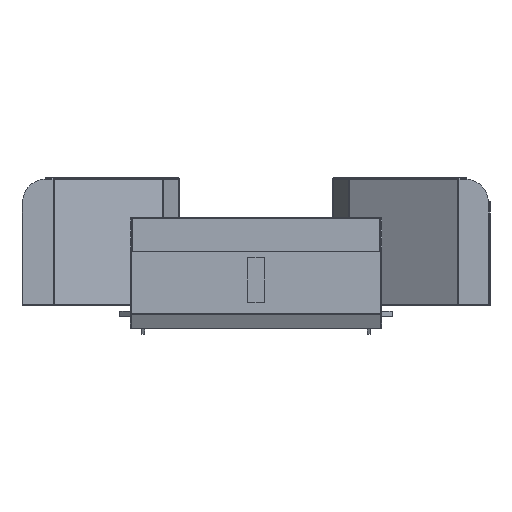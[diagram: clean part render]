
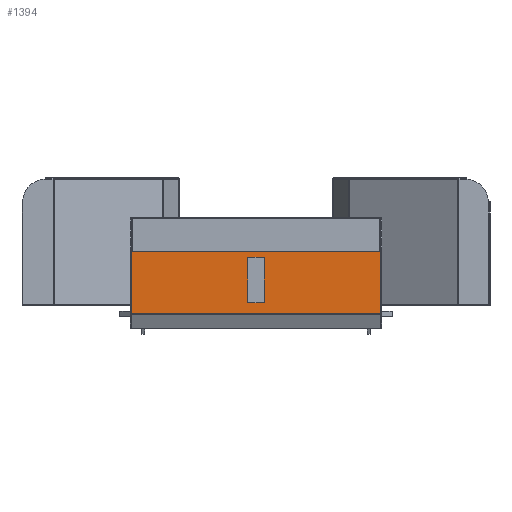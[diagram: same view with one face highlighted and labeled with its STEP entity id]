
A CAD part, front view. The second image highlights one B-rep face of the part: STEP entity #1394.
In plain terms, the highlighted planar face has unit normal (0, -1, 0).
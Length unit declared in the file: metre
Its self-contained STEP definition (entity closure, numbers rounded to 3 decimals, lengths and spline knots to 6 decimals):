
#1394 = ADVANCED_FACE( '', ( #3519, #3520 ), #3521, .F. );
#3519 = FACE_BOUND( '', #6406, .T. );
#3520 = FACE_OUTER_BOUND( '', #6407, .T. );
#3521 = PLANE( '', #6408 );
#6406 = EDGE_LOOP( '', ( #10403, #10404, #10405, #10406, #10407, #10408, #10409, #10410 ) );
#6407 = EDGE_LOOP( '', ( #10411, #10412, #10413, #10414 ) );
#6408 = AXIS2_PLACEMENT_3D( '', #10415, #10416, #10417 );
#10403 = ORIENTED_EDGE( '', *, *, #17001, .F. );
#10404 = ORIENTED_EDGE( '', *, *, #17662, .F. );
#10405 = ORIENTED_EDGE( '', *, *, #17663, .F. );
#10406 = ORIENTED_EDGE( '', *, *, #17664, .F. );
#10407 = ORIENTED_EDGE( '', *, *, #17647, .T. );
#10408 = ORIENTED_EDGE( '', *, *, #17665, .F. );
#10409 = ORIENTED_EDGE( '', *, *, #17666, .T. );
#10410 = ORIENTED_EDGE( '', *, *, #17667, .F. );
#10411 = ORIENTED_EDGE( '', *, *, #17668, .T. );
#10412 = ORIENTED_EDGE( '', *, *, #17669, .T. );
#10413 = ORIENTED_EDGE( '', *, *, #17670, .F. );
#10414 = ORIENTED_EDGE( '', *, *, #17671, .T. );
#10415 = CARTESIAN_POINT( '', ( 3.953581, -1.681146, 0.409575 ) );
#10416 = DIRECTION( '', ( 0., 1., 0. ) );
#10417 = DIRECTION( '', ( 0., 0., 1. ) );
#17001 = EDGE_CURVE( '', #20368, #20364, #20370, .T. );
#17647 = EDGE_CURVE( '', #21406, #21410, #21412, .T. );
#17662 = EDGE_CURVE( '', #21435, #20368, #21436, .F. );
#17663 = EDGE_CURVE( '', #21437, #21435, #21438, .T. );
#17664 = EDGE_CURVE( '', #21406, #21437, #21439, .F. );
#17665 = EDGE_CURVE( '', #21440, #21410, #21441, .F. );
#17666 = EDGE_CURVE( '', #21440, #21442, #21443, .T. );
#17667 = EDGE_CURVE( '', #20364, #21442, #21444, .F. );
#17668 = EDGE_CURVE( '', #21445, #21446, #21447, .F. );
#17669 = EDGE_CURVE( '', #21446, #21448, #21449, .F. );
#17670 = EDGE_CURVE( '', #21450, #21448, #21451, .T. );
#17671 = EDGE_CURVE( '', #21450, #21445, #21452, .F. );
#20364 = VERTEX_POINT( '', #24912 );
#20368 = VERTEX_POINT( '', #24918 );
#20370 = LINE( '', #24921, #24922 );
#21406 = VERTEX_POINT( '', #26344 );
#21410 = VERTEX_POINT( '', #26350 );
#21412 = LINE( '', #26353, #26354 );
#21435 = VERTEX_POINT( '', #26387 );
#21436 = CIRCLE( '', #26388, 0.00254 );
#21437 = VERTEX_POINT( '', #26389 );
#21438 = LINE( '', #26390, #26391 );
#21439 = CIRCLE( '', #26392, 0.00254 );
#21440 = VERTEX_POINT( '', #26393 );
#21441 = CIRCLE( '', #26394, 0.00254 );
#21442 = VERTEX_POINT( '', #26395 );
#21443 = LINE( '', #26396, #26397 );
#21444 = CIRCLE( '', #26398, 0.00254 );
#21445 = VERTEX_POINT( '', #26399 );
#21446 = VERTEX_POINT( '', #26400 );
#21447 = LINE( '', #26401, #26402 );
#21448 = VERTEX_POINT( '', #26403 );
#21449 = LINE( '', #26404, #26405 );
#21450 = VERTEX_POINT( '', #26406 );
#21451 = LINE( '', #26407, #26408 );
#21452 = LINE( '', #26409, #26410 );
#24912 = CARTESIAN_POINT( '', ( 0.01905, -1.681146, 0.44196 ) );
#24918 = CARTESIAN_POINT( '', ( 0.01905, -1.681146, 0.34544 ) );
#24921 = CARTESIAN_POINT( '', ( 0.01905, -1.681146, 0.409575 ) );
#24922 = VECTOR( '', #30377, 1. );
#26344 = CARTESIAN_POINT( '', ( -0.01905, -1.681146, 0.34544 ) );
#26350 = CARTESIAN_POINT( '', ( -0.01905, -1.681146, 0.44196 ) );
#26353 = CARTESIAN_POINT( '', ( -0.01905, -1.681146, 0.409575 ) );
#26354 = VECTOR( '', #31127, 1. );
#26387 = CARTESIAN_POINT( '', ( 0.01651, -1.681146, 0.3429 ) );
#26388 = AXIS2_PLACEMENT_3D( '', #31138, #31139, #31140 );
#26389 = CARTESIAN_POINT( '', ( -0.01651, -1.681146, 0.3429 ) );
#26390 = CARTESIAN_POINT( '', ( 3.953581, -1.681146, 0.3429 ) );
#26391 = VECTOR( '', #31141, 1. );
#26392 = AXIS2_PLACEMENT_3D( '', #31142, #31143, #31144 );
#26393 = CARTESIAN_POINT( '', ( -0.01651, -1.681146, 0.4445 ) );
#26394 = AXIS2_PLACEMENT_3D( '', #31145, #31146, #31147 );
#26395 = CARTESIAN_POINT( '', ( 0.01651, -1.681146, 0.4445 ) );
#26396 = CARTESIAN_POINT( '', ( 3.953581, -1.681146, 0.4445 ) );
#26397 = VECTOR( '', #31148, 1. );
#26398 = AXIS2_PLACEMENT_3D( '', #31149, #31150, #31151 );
#26399 = CARTESIAN_POINT( '', ( -0.280516, -1.681146, 0.4572 ) );
#26400 = CARTESIAN_POINT( '', ( -0.280516, -1.681146, 0.319457 ) );
#26401 = CARTESIAN_POINT( '', ( -0.280516, -1.681146, 0.409575 ) );
#26402 = VECTOR( '', #31152, 1. );
#26403 = CARTESIAN_POINT( '', ( 0.280516, -1.681146, 0.319457 ) );
#26404 = CARTESIAN_POINT( '', ( 3.953581, -1.681146, 0.319457 ) );
#26405 = VECTOR( '', #31153, 1. );
#26406 = CARTESIAN_POINT( '', ( 0.280516, -1.681146, 0.4572 ) );
#26407 = CARTESIAN_POINT( '', ( 0.280516, -1.681146, 0.409575 ) );
#26408 = VECTOR( '', #31154, 1. );
#26409 = CARTESIAN_POINT( '', ( 3.953581, -1.681146, 0.4572 ) );
#26410 = VECTOR( '', #31155, 1. );
#30377 = DIRECTION( '', ( 0., 0., 1. ) );
#31127 = DIRECTION( '', ( 0., 0., 1. ) );
#31138 = CARTESIAN_POINT( '', ( 0.01651, -1.681146, 0.34544 ) );
#31139 = DIRECTION( '', ( 0., 1., 0. ) );
#31140 = DIRECTION( '', ( 0., 0., 1. ) );
#31141 = DIRECTION( '', ( 1., 0., 0. ) );
#31142 = CARTESIAN_POINT( '', ( -0.01651, -1.681146, 0.34544 ) );
#31143 = DIRECTION( '', ( 0., 1., 0. ) );
#31144 = DIRECTION( '', ( 0., 0., 1. ) );
#31145 = CARTESIAN_POINT( '', ( -0.01651, -1.681146, 0.44196 ) );
#31146 = DIRECTION( '', ( 0., 1., 0. ) );
#31147 = DIRECTION( '', ( 0., 0., 1. ) );
#31148 = DIRECTION( '', ( 1., 0., 0. ) );
#31149 = CARTESIAN_POINT( '', ( 0.01651, -1.681146, 0.44196 ) );
#31150 = DIRECTION( '', ( 0., 1., 0. ) );
#31151 = DIRECTION( '', ( 0., 0., 1. ) );
#31152 = DIRECTION( '', ( 0., 0., 1. ) );
#31153 = DIRECTION( '', ( -1., 0., 0. ) );
#31154 = DIRECTION( '', ( 0., 0., -1. ) );
#31155 = DIRECTION( '', ( 1., 0., 0. ) );
